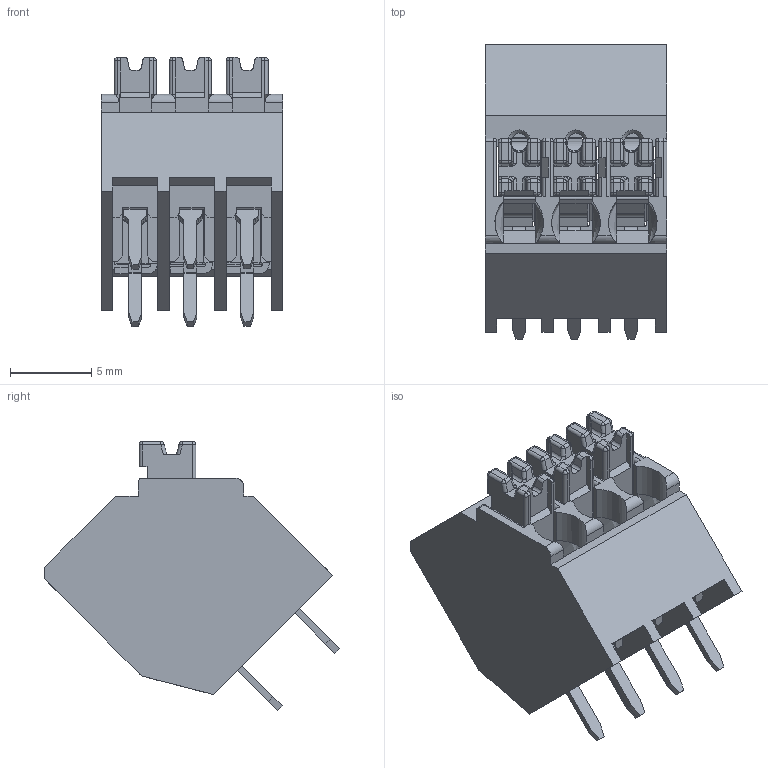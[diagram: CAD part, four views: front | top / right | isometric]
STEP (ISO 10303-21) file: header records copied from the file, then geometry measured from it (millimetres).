
FILE_DESCRIPTION(/* description */ ('Unknown'),/* implementation_level */ '2;1');
FILE_NAME(/* name */ '691410120003',/* time_stamp */ '2021-08-11T17:09:27+02:00',/* author */ ('Unknown'),/* organization */ ('Unknown'),/* preprocessor_version */ 'ST-DEVELOPER v16.7',/* originating_system */ 'Solid Edge',/* authorisation */ 'Unknown');
FILE_SCHEMA (('AUTOMOTIVE_DESIGN {1 0 10303 214 3 1 1}'));
Length unit declared in the file: millimetre
Products named in the file (5): 6914101200xx; 691410120003; 6914101200xx_SolderPin; 6914101000xx_SpringClamp; 6914101000xx_Lever
Assembly tree (10 placements, depth 2):
  6914101200xx
    691410120003
    6914101200xx_SolderPin  x3
    6914101000xx_SpringClamp  x3
    6914101000xx_Lever  x3
Bounding box: 11.2 x 18.18 x 16.59 mm (x, y, z)
Volume: 827.9 mm3; surface area: 2819.9 mm2
Topology: 10 solids, 10 shells, 1144 faces, 3151 edges, 1972 vertices
Faces by surface type: plane 710, cylinder 328, sphere 49, bspline 42, torus 12, cone 3
Entity records: 18891 total; most frequent: CARTESIAN_POINT 3663, ORIENTED_EDGE 3244, DIRECTION 3033, EDGE_CURVE 1622, LINE 1289, VECTOR 1289, VERTEX_POINT 1036, AXIS2_PLACEMENT_3D 872
